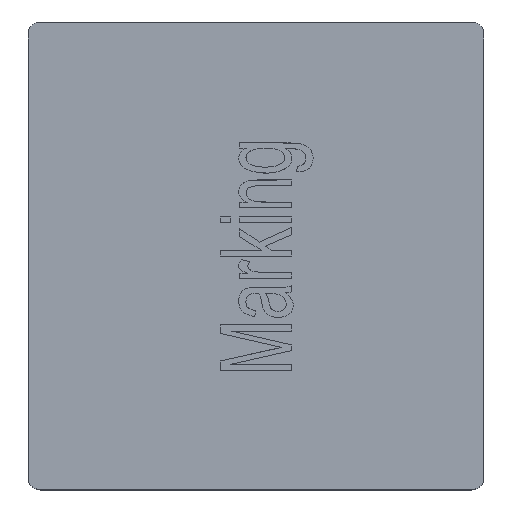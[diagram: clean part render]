
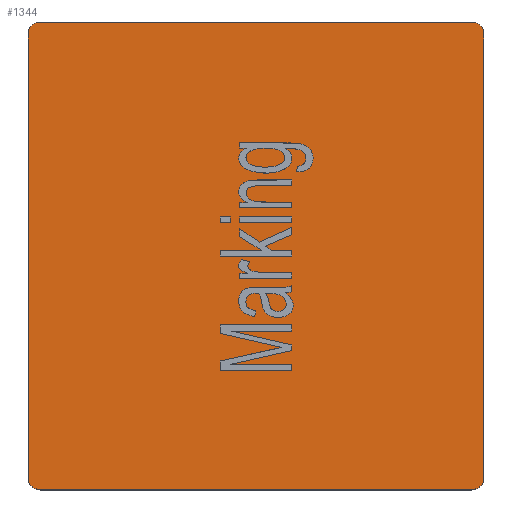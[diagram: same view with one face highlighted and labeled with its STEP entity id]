
A CAD part, top view. The second image highlights one B-rep face of the part: STEP entity #1344.
In plain terms, the highlighted planar face has unit normal (0, 0, 1).
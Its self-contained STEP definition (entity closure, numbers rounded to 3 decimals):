
#325=CIRCLE('',#4026,0.2);
#326=CIRCLE('',#4027,0.2);
#327=CIRCLE('',#4028,0.2);
#328=CIRCLE('',#4029,0.2);
#478=LINE('',#6942,#761);
#479=LINE('',#6947,#762);
#480=LINE('',#6951,#763);
#481=LINE('',#6955,#764);
#761=VECTOR('',#4482,1.);
#762=VECTOR('',#4485,1.);
#763=VECTOR('',#4488,1.);
#764=VECTOR('',#4491,1.);
#993=PLANE('',#4030);
#1142=FACE_OUTER_BOUND('',#1584,.T.);
#1344=ADVANCED_FACE('',(#1142),#993,.F.);
#1584=EDGE_LOOP('',(#2096,#2097,#2098,#2099,#2100,#2101,#2102,#2103));
#2096=ORIENTED_EDGE('',*,*,#3345,.F.);
#2097=ORIENTED_EDGE('',*,*,#3346,.F.);
#2098=ORIENTED_EDGE('',*,*,#3347,.F.);
#2099=ORIENTED_EDGE('',*,*,#3348,.F.);
#2100=ORIENTED_EDGE('',*,*,#3349,.F.);
#2101=ORIENTED_EDGE('',*,*,#3350,.F.);
#2102=ORIENTED_EDGE('',*,*,#3351,.F.);
#2103=ORIENTED_EDGE('',*,*,#3352,.F.);
#2934=VERTEX_POINT('',#6943);
#2935=VERTEX_POINT('',#6944);
#2936=VERTEX_POINT('',#6946);
#2937=VERTEX_POINT('',#6948);
#2938=VERTEX_POINT('',#6950);
#2939=VERTEX_POINT('',#6952);
#2940=VERTEX_POINT('',#6954);
#2941=VERTEX_POINT('',#6956);
#3345=EDGE_CURVE('',#2934,#2935,#478,.T.);
#3346=EDGE_CURVE('',#2936,#2934,#325,.T.);
#3347=EDGE_CURVE('',#2937,#2936,#479,.T.);
#3348=EDGE_CURVE('',#2938,#2937,#326,.T.);
#3349=EDGE_CURVE('',#2939,#2938,#480,.T.);
#3350=EDGE_CURVE('',#2940,#2939,#327,.T.);
#3351=EDGE_CURVE('',#2941,#2940,#481,.T.);
#3352=EDGE_CURVE('',#2935,#2941,#328,.T.);
#4026=AXIS2_PLACEMENT_3D('',#6945,#4483,#4484);
#4027=AXIS2_PLACEMENT_3D('',#6949,#4486,#4487);
#4028=AXIS2_PLACEMENT_3D('',#6953,#4489,#4490);
#4029=AXIS2_PLACEMENT_3D('',#6957,#4492,#4493);
#4030=AXIS2_PLACEMENT_3D('',#6958,#4494,#4495);
#4482=DIRECTION('',(0.,1.,0.));
#4483=DIRECTION('',(0.,0.,-1.));
#4484=DIRECTION('',(0.,1.,0.));
#4485=DIRECTION('',(-1.,0.,0.));
#4486=DIRECTION('',(0.,0.,-1.));
#4487=DIRECTION('',(0.,1.,0.));
#4488=DIRECTION('',(0.,-1.,0.));
#4489=DIRECTION('',(0.,0.,-1.));
#4490=DIRECTION('',(0.,1.,0.));
#4491=DIRECTION('',(1.,0.,0.));
#4492=DIRECTION('',(0.,0.,-1.));
#4493=DIRECTION('',(0.,1.,0.));
#4494=DIRECTION('',(0.,0.,-1.));
#4495=DIRECTION('',(-1.,0.,0.));
#6942=CARTESIAN_POINT('',(-3.8,-3.7,2.8));
#6943=CARTESIAN_POINT('',(-3.8,-3.7,2.8));
#6944=CARTESIAN_POINT('',(-3.8,3.7,2.8));
#6945=CARTESIAN_POINT('',(-3.6,-3.7,2.8));
#6946=CARTESIAN_POINT('',(-3.6,-3.9,2.8));
#6947=CARTESIAN_POINT('',(3.6,-3.9,2.8));
#6948=CARTESIAN_POINT('',(3.6,-3.9,2.8));
#6949=CARTESIAN_POINT('',(3.6,-3.7,2.8));
#6950=CARTESIAN_POINT('',(3.8,-3.7,2.8));
#6951=CARTESIAN_POINT('',(3.8,3.7,2.8));
#6952=CARTESIAN_POINT('',(3.8,3.7,2.8));
#6953=CARTESIAN_POINT('',(3.6,3.7,2.8));
#6954=CARTESIAN_POINT('',(3.6,3.9,2.8));
#6955=CARTESIAN_POINT('',(-3.6,3.9,2.8));
#6956=CARTESIAN_POINT('',(-3.6,3.9,2.8));
#6957=CARTESIAN_POINT('',(-3.6,3.7,2.8));
#6958=CARTESIAN_POINT('',(-3.6,3.7,2.8));
